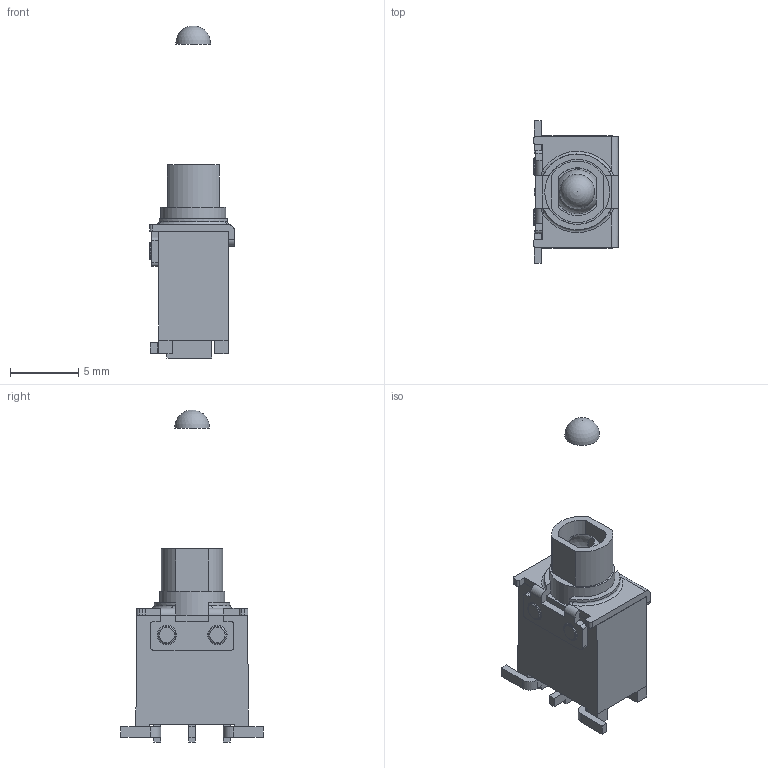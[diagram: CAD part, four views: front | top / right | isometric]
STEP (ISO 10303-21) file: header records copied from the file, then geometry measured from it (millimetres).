
FILE_DESCRIPTION(/* description */ (''),/* implementation_level */ '2;1');
FILE_NAME(/* name */ '200BWMSPxTAA1SM6xE.stp',/* time_stamp */ '2025-05-01T10:54:04-05:00',/* author */ ('mroman'),/* organization */ (''),/* preprocessor_version */ 'ST-DEVELOPER v18.1',/* originating_system */ 'Autodesk Inventor 2022',/* authorisation */ '');
FILE_SCHEMA (('AUTOMOTIVE_DESIGN { 1 0 10303 214 3 1 1 }'));
Length unit declared in the file: inch
Products named in the file (1): 200BWMSPxTAA1SM6xE
Bounding box: 6.2 x 10.41 x 24.29 mm (x, y, z)
Volume: 478.1 mm3; surface area: 633.1 mm2
Topology: 4 solids, 4 shells, 139 faces, 378 edges, 245 vertices
Faces by surface type: plane 99, cylinder 25, torus 6, bspline 4, cone 3, sphere 2
Full cylindrical faces by diameter (mm): 4.75 x1
Entity records: 4527 total; most frequent: CARTESIAN_POINT 919, ORIENTED_EDGE 754, DIRECTION 720, EDGE_CURVE 377, LINE 282, VECTOR 282, VERTEX_POINT 245, AXIS2_PLACEMENT_3D 219
